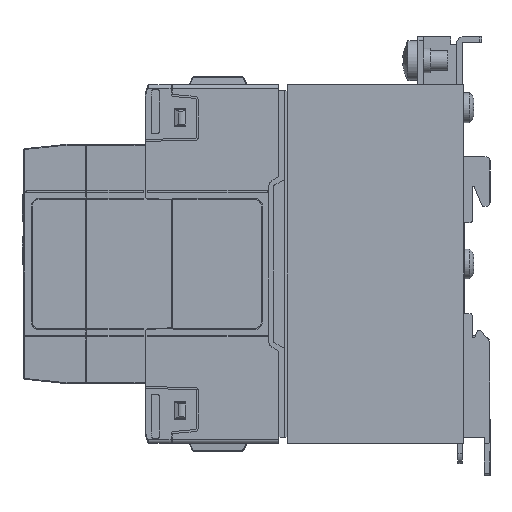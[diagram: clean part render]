
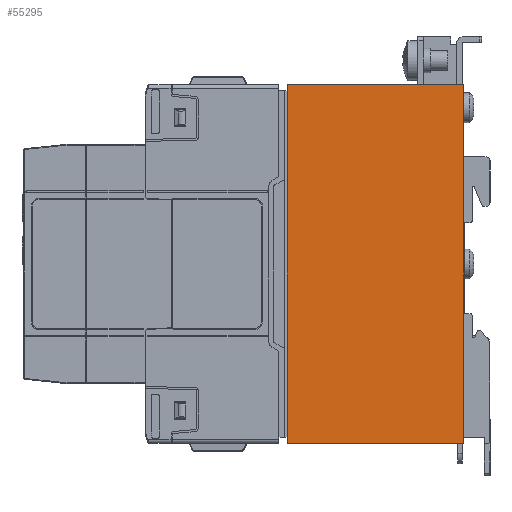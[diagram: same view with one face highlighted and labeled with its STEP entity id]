
A CAD part, front view. The second image highlights one B-rep face of the part: STEP entity #55295.
In plain terms, the highlighted planar face has unit normal (0, -1, 0).
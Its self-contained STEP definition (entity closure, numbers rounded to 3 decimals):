
#4768=FACE_OUTER_BOUND('',#7899,.T.);
#7899=EDGE_LOOP('',(#39855,#39856,#39857,#39858));
#11974=LINE('',#84538,#17730);
#12260=LINE('',#85357,#18016);
#12282=LINE('',#85417,#18038);
#12323=LINE('',#85534,#18079);
#17730=VECTOR('',#66877,1.);
#18016=VECTOR('',#67513,1.);
#18038=VECTOR('',#67555,1.);
#18079=VECTOR('',#67636,1.);
#23805=VERTEX_POINT('',#84531);
#23808=VERTEX_POINT('',#84536);
#24042=VERTEX_POINT('',#85356);
#24070=VERTEX_POINT('',#85416);
#29845=EDGE_CURVE('',#23808,#23805,#11974,.T.);
#30200=EDGE_CURVE('',#24042,#23805,#12260,.T.);
#30230=EDGE_CURVE('',#24070,#23808,#12282,.T.);
#30290=EDGE_CURVE('',#24042,#24070,#12323,.F.);
#39855=ORIENTED_EDGE('',*,*,#30200,.T.);
#39856=ORIENTED_EDGE('',*,*,#29845,.F.);
#39857=ORIENTED_EDGE('',*,*,#30230,.F.);
#39858=ORIENTED_EDGE('',*,*,#30290,.F.);
#53304=PLANE('',#59205);
#55295=ADVANCED_FACE('',(#4768),#53304,.T.);
#59205=AXIS2_PLACEMENT_3D('',#85533,#67634,#67635);
#66877=DIRECTION('',(0.,0.,1.));
#67513=DIRECTION('',(-1.,0.,0.));
#67555=DIRECTION('',(-1.,0.,0.));
#67634=DIRECTION('center_axis',(0.,-1.,0.));
#67635=DIRECTION('ref_axis',(1.,0.,0.));
#67636=DIRECTION('',(0.,0.,1.));
#84531=CARTESIAN_POINT('',(-43.875,-78.25,168.647));
#84536=CARTESIAN_POINT('',(-43.875,-78.25,78.647));
#84538=CARTESIAN_POINT('',(-43.875,-78.25,78.647));
#85356=CARTESIAN_POINT('',(0.425,-78.25,168.647));
#85357=CARTESIAN_POINT('',(-43.875,-78.25,168.647));
#85416=CARTESIAN_POINT('',(0.425,-78.25,78.647));
#85417=CARTESIAN_POINT('',(-43.875,-78.25,78.647));
#85533=CARTESIAN_POINT('Origin',(-0.075,-78.25,
78.647));
#85534=CARTESIAN_POINT('',(0.425,-78.25,78.647));
